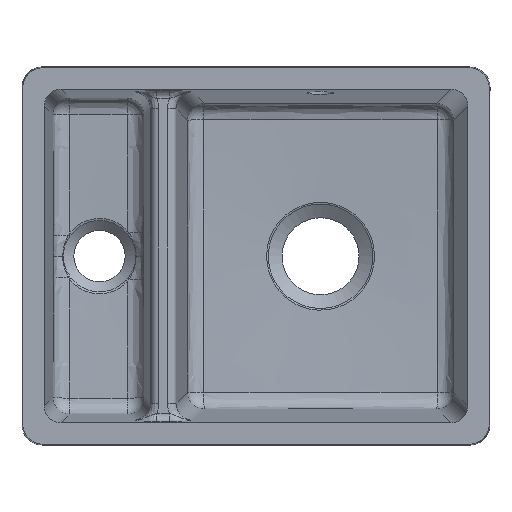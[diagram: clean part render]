
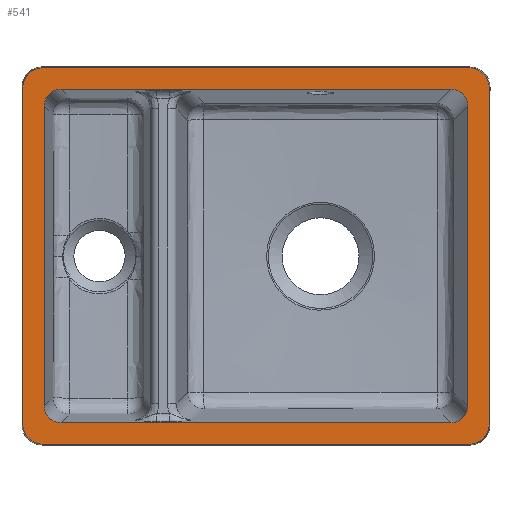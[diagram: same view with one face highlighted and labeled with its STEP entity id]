
A CAD part, top view. The second image highlights one B-rep face of the part: STEP entity #541.
In plain terms, the highlighted planar face has unit normal (0, 0, 1).
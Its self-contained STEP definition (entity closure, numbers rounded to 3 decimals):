
#541=ADVANCED_FACE('',(#715,#716),#669,.F.);
#669=PLANE('',#3032);
#715=FACE_BOUND('',#809,.T.);
#716=FACE_BOUND('',#810,.T.);
#809=EDGE_LOOP('',(#1494,#1495,#1496,#1497,#1498,#1499,#1500,#1501));
#810=EDGE_LOOP('',(#1502,#1503,#1504,#1505,#1506,#1507,#1508,#1509));
#1002=B_SPLINE_CURVE_WITH_KNOTS('',3,(#6224,#6225,#6226,#6227),
 .UNSPECIFIED.,.F.,.F.,(4,4),(0.,1.),.UNSPECIFIED.);
#1003=B_SPLINE_CURVE_WITH_KNOTS('',3,(#6235,#6236,#6237,#6238),
 .UNSPECIFIED.,.F.,.F.,(4,4),(0.,1.),.UNSPECIFIED.);
#1004=B_SPLINE_CURVE_WITH_KNOTS('',3,(#6246,#6247,#6248,#6249),
 .UNSPECIFIED.,.F.,.F.,(4,4),(0.,1.),.UNSPECIFIED.);
#1005=B_SPLINE_CURVE_WITH_KNOTS('',3,(#6255,#6256,#6257,#6258),
 .UNSPECIFIED.,.F.,.F.,(4,4),(0.,1.),.UNSPECIFIED.);
#1006=B_SPLINE_CURVE_WITH_KNOTS('',3,(#6270,#6271,#6272,#6273),
 .UNSPECIFIED.,.F.,.F.,(4,4),(0.,1.),.UNSPECIFIED.);
#1007=B_SPLINE_CURVE_WITH_KNOTS('',3,(#6278,#6279,#6280,#6281),
 .UNSPECIFIED.,.F.,.F.,(4,4),(0.,1.),.UNSPECIFIED.);
#1008=B_SPLINE_CURVE_WITH_KNOTS('',3,(#6285,#6286,#6287,#6288),
 .UNSPECIFIED.,.F.,.F.,(4,4),(0.,1.),.UNSPECIFIED.);
#1009=B_SPLINE_CURVE_WITH_KNOTS('',3,(#6292,#6293,#6294,#6295),
 .UNSPECIFIED.,.F.,.F.,(4,4),(0.,1.),.UNSPECIFIED.);
#1109=ELLIPSE('',#3010,24.122,24.);
#1110=ELLIPSE('',#3013,24.122,24.);
#1111=ELLIPSE('',#3016,24.122,24.);
#1112=ELLIPSE('',#3019,24.122,24.);
#1113=ELLIPSE('',#3028,20.22,20.);
#1114=ELLIPSE('',#3029,20.22,20.);
#1115=ELLIPSE('',#3030,20.22,20.);
#1116=ELLIPSE('',#3031,20.22,20.);
#1494=ORIENTED_EDGE('',*,*,#2459,.F.);
#1495=ORIENTED_EDGE('',*,*,#2463,.F.);
#1496=ORIENTED_EDGE('',*,*,#2464,.F.);
#1497=ORIENTED_EDGE('',*,*,#2467,.F.);
#1498=ORIENTED_EDGE('',*,*,#2468,.F.);
#1499=ORIENTED_EDGE('',*,*,#2471,.F.);
#1500=ORIENTED_EDGE('',*,*,#2472,.F.);
#1501=ORIENTED_EDGE('',*,*,#2474,.F.);
#1502=ORIENTED_EDGE('',*,*,#2479,.F.);
#1503=ORIENTED_EDGE('',*,*,#2480,.T.);
#1504=ORIENTED_EDGE('',*,*,#2481,.F.);
#1505=ORIENTED_EDGE('',*,*,#2482,.T.);
#1506=ORIENTED_EDGE('',*,*,#2483,.F.);
#1507=ORIENTED_EDGE('',*,*,#2484,.T.);
#1508=ORIENTED_EDGE('',*,*,#2485,.F.);
#1509=ORIENTED_EDGE('',*,*,#2486,.T.);
#2136=VERTEX_POINT('',#6217);
#2137=VERTEX_POINT('',#6218);
#2138=VERTEX_POINT('',#6223);
#2139=VERTEX_POINT('',#6230);
#2140=VERTEX_POINT('',#6234);
#2141=VERTEX_POINT('',#6241);
#2142=VERTEX_POINT('',#6245);
#2143=VERTEX_POINT('',#6252);
#2148=VERTEX_POINT('',#6274);
#2149=VERTEX_POINT('',#6275);
#2150=VERTEX_POINT('',#6277);
#2151=VERTEX_POINT('',#6282);
#2152=VERTEX_POINT('',#6284);
#2153=VERTEX_POINT('',#6289);
#2154=VERTEX_POINT('',#6291);
#2155=VERTEX_POINT('',#6296);
#2459=EDGE_CURVE('',#2136,#2137,#1109,.T.);
#2463=EDGE_CURVE('',#2138,#2136,#1002,.T.);
#2464=EDGE_CURVE('',#2139,#2138,#1110,.T.);
#2467=EDGE_CURVE('',#2140,#2139,#1003,.T.);
#2468=EDGE_CURVE('',#2141,#2140,#1111,.T.);
#2471=EDGE_CURVE('',#2142,#2141,#1004,.T.);
#2472=EDGE_CURVE('',#2143,#2142,#1112,.T.);
#2474=EDGE_CURVE('',#2137,#2143,#1005,.T.);
#2479=EDGE_CURVE('',#2148,#2149,#1006,.T.);
#2480=EDGE_CURVE('',#2148,#2150,#1113,.T.);
#2481=EDGE_CURVE('',#2151,#2150,#1007,.T.);
#2482=EDGE_CURVE('',#2151,#2152,#1114,.T.);
#2483=EDGE_CURVE('',#2153,#2152,#1008,.T.);
#2484=EDGE_CURVE('',#2153,#2154,#1115,.T.);
#2485=EDGE_CURVE('',#2155,#2154,#1009,.T.);
#2486=EDGE_CURVE('',#2155,#2149,#1116,.T.);
#3010=AXIS2_PLACEMENT_3D('',#6216,#3433,#3434);
#3013=AXIS2_PLACEMENT_3D('',#6229,#3442,#3443);
#3016=AXIS2_PLACEMENT_3D('',#6240,#3450,#3451);
#3019=AXIS2_PLACEMENT_3D('',#6251,#3458,#3459);
#3028=AXIS2_PLACEMENT_3D('',#6276,#3477,#3478);
#3029=AXIS2_PLACEMENT_3D('',#6283,#3479,#3480);
#3030=AXIS2_PLACEMENT_3D('',#6290,#3481,#3482);
#3031=AXIS2_PLACEMENT_3D('',#6297,#3483,#3484);
#3032=AXIS2_PLACEMENT_3D('',#6298,#3485,#3486);
#3433=DIRECTION('',(0.,0.,-1.));
#3434=DIRECTION('',(-0.707,0.707,0.));
#3442=DIRECTION('',(0.,0.,-1.));
#3443=DIRECTION('',(-0.707,-0.707,0.));
#3450=DIRECTION('',(0.,0.,-1.));
#3451=DIRECTION('',(0.707,-0.707,0.));
#3458=DIRECTION('',(0.,0.,-1.));
#3459=DIRECTION('',(0.707,0.707,0.));
#3477=DIRECTION('',(0.,0.,-1.));
#3478=DIRECTION('',(0.707,0.707,0.));
#3479=DIRECTION('',(0.,0.,-1.));
#3480=DIRECTION('',(0.707,-0.707,0.));
#3481=DIRECTION('',(0.,0.,-1.));
#3482=DIRECTION('',(0.707,0.707,0.));
#3483=DIRECTION('',(0.,0.,-1.));
#3484=DIRECTION('',(-0.707,0.707,0.));
#3485=DIRECTION('',(0.,0.,-1.));
#3486=DIRECTION('',(1.,0.,0.));
#6216=CARTESIAN_POINT('',(-323.959,196.01,0.));
#6217=CARTESIAN_POINT('',(-348.02,196.132,0.));
#6218=CARTESIAN_POINT('',(-324.081,220.071,0.));
#6223=CARTESIAN_POINT('',(-348.02,-196.132,0.));
#6224=CARTESIAN_POINT('',(-348.02,-196.132,0.));
#6225=CARTESIAN_POINT('',(-348.02,-65.377,0.));
#6226=CARTESIAN_POINT('',(-348.02,65.377,0.));
#6227=CARTESIAN_POINT('',(-348.02,196.132,0.));
#6229=CARTESIAN_POINT('',(-323.959,-196.01,0.));
#6230=CARTESIAN_POINT('',(-324.081,-220.071,0.));
#6234=CARTESIAN_POINT('',(173.183,-220.071,0.));
#6235=CARTESIAN_POINT('',(173.183,-220.071,0.));
#6236=CARTESIAN_POINT('',(7.429,-220.071,0.));
#6237=CARTESIAN_POINT('',(-158.326,-220.071,0.));
#6238=CARTESIAN_POINT('',(-324.081,-220.071,0.));
#6240=CARTESIAN_POINT('',(173.061,-196.01,0.));
#6241=CARTESIAN_POINT('',(197.122,-196.132,0.));
#6245=CARTESIAN_POINT('',(197.122,196.132,0.));
#6246=CARTESIAN_POINT('',(197.122,196.132,0.));
#6247=CARTESIAN_POINT('',(197.122,65.377,0.));
#6248=CARTESIAN_POINT('',(197.122,-65.377,0.));
#6249=CARTESIAN_POINT('',(197.122,-196.132,0.));
#6251=CARTESIAN_POINT('',(173.061,196.01,0.));
#6252=CARTESIAN_POINT('',(173.183,220.071,0.));
#6255=CARTESIAN_POINT('',(-324.081,220.071,0.));
#6256=CARTESIAN_POINT('',(-158.326,220.071,0.));
#6257=CARTESIAN_POINT('',(7.429,220.071,0.));
#6258=CARTESIAN_POINT('',(173.183,220.071,0.));
#6270=CARTESIAN_POINT('',(152.266,195.105,0.));
#6271=CARTESIAN_POINT('',(0.456,195.105,0.));
#6272=CARTESIAN_POINT('',(-151.354,195.105,0.));
#6273=CARTESIAN_POINT('',(-303.164,195.105,0.));
#6274=CARTESIAN_POINT('',(152.266,195.105,0.));
#6275=CARTESIAN_POINT('',(-303.164,195.105,0.));
#6276=CARTESIAN_POINT('',(152.046,174.995,0.));
#6277=CARTESIAN_POINT('',(172.156,175.215,0.));
#6278=CARTESIAN_POINT('',(172.156,-175.215,0.));
#6279=CARTESIAN_POINT('',(172.156,-58.405,0.));
#6280=CARTESIAN_POINT('',(172.156,58.405,0.));
#6281=CARTESIAN_POINT('',(172.156,175.215,0.));
#6282=CARTESIAN_POINT('',(172.156,-175.215,0.));
#6283=CARTESIAN_POINT('',(152.046,-174.995,0.));
#6284=CARTESIAN_POINT('',(152.266,-195.105,0.));
#6285=CARTESIAN_POINT('',(-303.164,-195.105,0.));
#6286=CARTESIAN_POINT('',(-151.354,-195.105,0.));
#6287=CARTESIAN_POINT('',(0.456,-195.105,0.));
#6288=CARTESIAN_POINT('',(152.266,-195.105,0.));
#6289=CARTESIAN_POINT('',(-303.164,-195.105,0.));
#6290=CARTESIAN_POINT('',(-302.944,-174.995,0.));
#6291=CARTESIAN_POINT('',(-323.054,-175.215,0.));
#6292=CARTESIAN_POINT('',(-323.054,175.215,0.));
#6293=CARTESIAN_POINT('',(-323.054,58.405,0.));
#6294=CARTESIAN_POINT('',(-323.054,-58.405,0.));
#6295=CARTESIAN_POINT('',(-323.054,-175.215,0.));
#6296=CARTESIAN_POINT('',(-323.054,175.215,0.));
#6297=CARTESIAN_POINT('',(-302.944,174.995,0.));
#6298=CARTESIAN_POINT('',(-325.338,220.071,0.));
